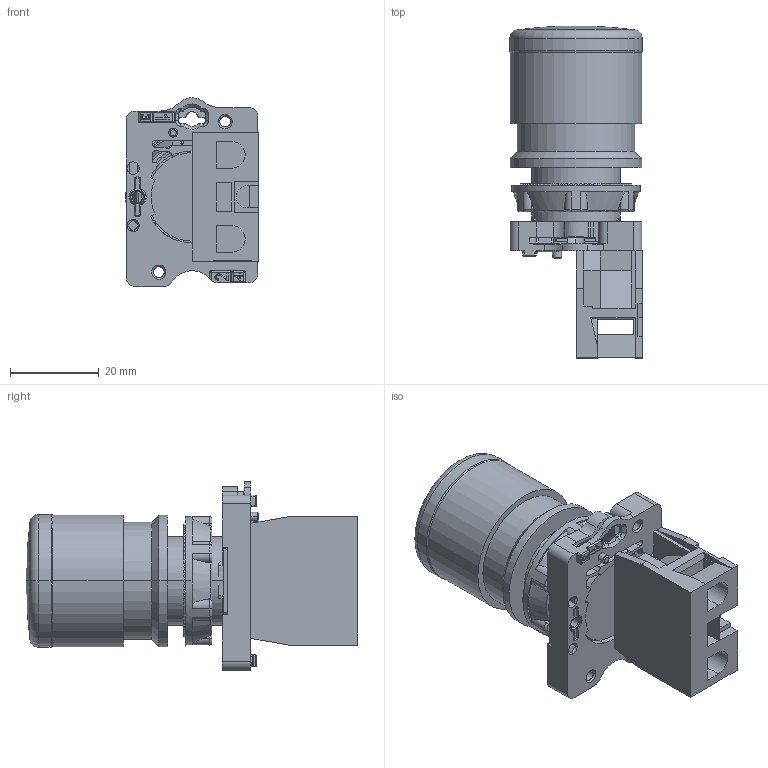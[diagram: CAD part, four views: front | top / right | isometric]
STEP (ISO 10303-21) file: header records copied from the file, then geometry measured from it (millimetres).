
FILE_DESCRIPTION((''),'2;1');
FILE_NAME('ASM0001_ASM','2023-08-31T',('sipei.wu'),(''),'PRO/ENGINEER BY PARAMETRIC TECHNOLOGY CORPORATION, 2015440','PRO/ENGINEER BY PARAMETRIC TECHNOLOGY CORPORATION, 2015440','');
FILE_SCHEMA(('CONFIG_CONTROL_DESIGN'));
Length unit declared in the file: millimetre
Products named in the file (8): PRT0002; 8024029600_1; 8940007600_1; 5024028400_ASM_1_ASM; 1111_ASM; 22222; PRT0001_1; ASM0001_ASM
Assembly tree (8 placements, depth 4):
  ASM0001_ASM
    PRT0002
    1111_ASM
      5024028400_ASM_1_ASM
        8024029600_1
        8940007600_1  x2
    22222
    PRT0001_1
Bounding box: 30 x 75 x 42.6 mm (x, y, z)
Volume: 38882.1 mm3; surface area: 16933.1 mm2
Topology: 6 solids, 9 shells, 1214 faces, 3289 edges, 2089 vertices
Faces by surface type: plane 452, cylinder 352, bspline 220, cone 78, torus 53, extrusion 46, sphere 13
Entity records: 42151 total; most frequent: CARTESIAN_POINT 15062, ORIENTED_EDGE 6096, DIRECTION 4895, EDGE_CURVE 3052, VERTEX_POINT 1947, AXIS2_PLACEMENT_3D 1670, VECTOR 1555, LINE 1509
